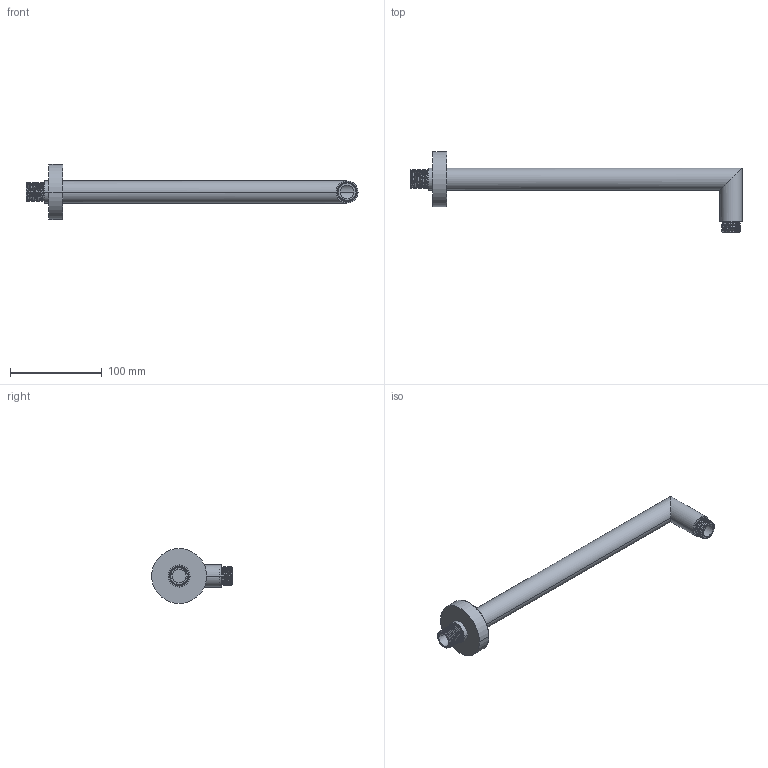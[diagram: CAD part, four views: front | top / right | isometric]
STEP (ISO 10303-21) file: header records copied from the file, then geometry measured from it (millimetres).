
FILE_DESCRIPTION((''),'2;1');
FILE_NAME('MA-RB085','2019-12-11T',('Administrator'),(''),'PRO/ENGINEER BY PARAMETRIC TECHNOLOGY CORPORATION, 2010280','PRO/ENGINEER BY PARAMETRIC TECHNOLOGY CORPORATION, 2010280','');
FILE_SCHEMA(('CONFIG_CONTROL_DESIGN'));
Length unit declared in the file: millimetre
Products named in the file (1): MA-RB085
Bounding box: 362 x 88 x 60 mm (x, y, z)
Volume: 72646.6 mm3; surface area: 66455.4 mm2
Topology: 3 solids, 3 shells, 88 faces, 220 edges, 143 vertices
Faces by surface type: cylinder 52, plane 16, bspline 12, cone 6, torus 2
Entity records: 5379 total; most frequent: CARTESIAN_POINT 3413, ORIENTED_EDGE 440, DIRECTION 324, EDGE_CURVE 220, VERTEX_POINT 143, AXIS2_PLACEMENT_3D 125, EDGE_LOOP 97, B_SPLINE_CURVE_WITH_KNOTS 97
